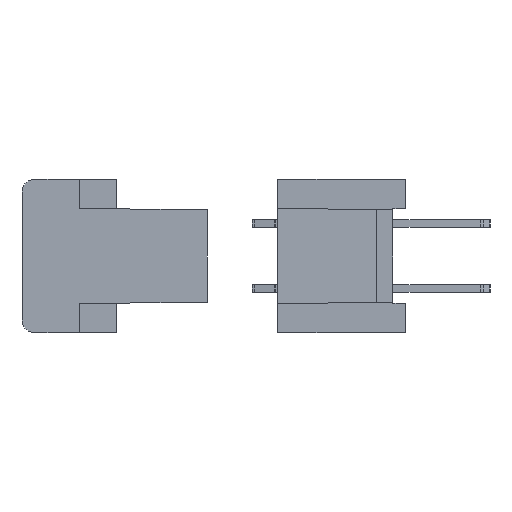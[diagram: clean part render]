
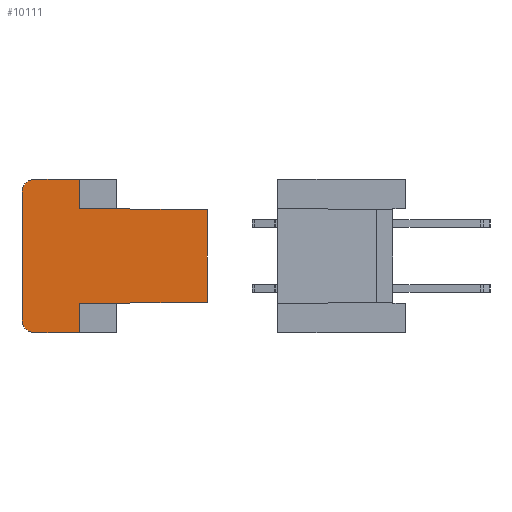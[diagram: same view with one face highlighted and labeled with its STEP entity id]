
A CAD part, left-side view. The second image highlights one B-rep face of the part: STEP entity #10111.
In plain terms, the highlighted planar face has unit normal (-1, 0, 0).
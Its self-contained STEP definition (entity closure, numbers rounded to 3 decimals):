
#7717=EDGE_CURVE('',#8497,#16271,#21824,.T.);
#8141=EDGE_CURVE('',#17423,#9671,#22277,.T.);
#8215=EDGE_CURVE('',#9671,#17039,#22361,.T.);
#8345=EDGE_CURVE('',#20639,#12543,#22507,.T.);
#8497=VERTEX_POINT('',#22671);
#8971=EDGE_CURVE('',#16271,#9249,#23185,.T.);
#9249=VERTEX_POINT('',#23488);
#9671=VERTEX_POINT('',#23951);
#10111=ADVANCED_FACE('',(#24466),#24467,.T.);
#10453=VERTEX_POINT('',#24840);
#11195=VERTEX_POINT('',#25655);
#12543=VERTEX_POINT('',#27118);
#12937=EDGE_CURVE('',#17607,#11195,#27551,.T.);
#13641=VERTEX_POINT('',#28309);
#13715=EDGE_CURVE('',#15167,#20109,#28391,.T.);
#13879=EDGE_CURVE('',#20639,#15167,#28567,.T.);
#14609=EDGE_CURVE('',#11195,#20109,#29396,.T.);
#15167=VERTEX_POINT('',#30011);
#16271=VERTEX_POINT('',#31216);
#16717=EDGE_CURVE('',#8497,#10453,#31705,.T.);
#16977=EDGE_CURVE('',#10453,#12543,#31985,.T.);
#17039=VERTEX_POINT('',#32053);
#17423=VERTEX_POINT('',#32468);
#17607=VERTEX_POINT('',#32665);
#18291=EDGE_CURVE('',#9249,#17039,#33417,.T.);
#19871=EDGE_CURVE('',#13641,#17607,#35120,.T.);
#20109=VERTEX_POINT('',#35385);
#20639=VERTEX_POINT('',#35969);
#20673=EDGE_CURVE('',#13641,#17423,#36006,.T.);
#21824=LINE('',#37487,#37488);
#22277=LINE('',#38145,#38146);
#22361=CIRCLE('',#38261,0.5);
#22507=LINE('',#38453,#38454);
#22671=CARTESIAN_POINT('',(-24.29,11.3,1.85));
#23185=LINE('',#39388,#39389);
#23488=CARTESIAN_POINT('',(-24.29,12.75,3.0));
#23951=CARTESIAN_POINT('',(-24.29,15.0,2.5));
#24466=FACE_OUTER_BOUND('',#41145,.T.);
#24467=PLANE('',#41146);
#24840=CARTESIAN_POINT('',(-24.29,11.3,1.842));
#25655=CARTESIAN_POINT('',(-24.29,12.75,-1.85));
#27118=CARTESIAN_POINT('',(-24.29,7.75,1.811));
#27551=LINE('',#45446,#45447);
#28309=CARTESIAN_POINT('',(-24.29,14.5,-3.));
#28391=LINE('',#46633,#46634);
#28567=LINE('',#46886,#46887);
#29396=LINE('',#48047,#48048);
#30011=CARTESIAN_POINT('',(-24.29,11.3,-1.842));
#31216=CARTESIAN_POINT('',(-24.29,12.75,1.85));
#31705=LINE('',#51299,#51300);
#31985=LINE('',#51695,#51696);
#32053=CARTESIAN_POINT('',(-24.29,14.5,3.));
#32468=CARTESIAN_POINT('',(-24.29,15.,-2.5));
#32665=CARTESIAN_POINT('',(-24.29,12.75,-3.0));
#33417=LINE('',#53705,#53706);
#35120=LINE('',#56141,#56142);
#35385=CARTESIAN_POINT('',(-24.29,11.3,-1.85));
#35969=CARTESIAN_POINT('',(-24.29,7.75,-1.811));
#36006=CIRCLE('',#57355,0.5);
#37487=CARTESIAN_POINT('',(-24.29,8.987,1.85));
#37488=VECTOR('',#58651,1.0);
#38145=CARTESIAN_POINT('',(-24.29,15.0,-3.0));
#38146=VECTOR('',#59205,1.0);
#38261=AXIS2_PLACEMENT_3D('',#59330,#59331,#59332);
#38453=CARTESIAN_POINT('',(-24.29,7.75,-3.0));
#38454=VECTOR('',#59496,1.0);
#39388=CARTESIAN_POINT('',(-24.29,12.75,0.175));
#39389=VECTOR('',#60177,1.0);
#41145=EDGE_LOOP('',(#61705,#61706,#61707,#61708,#61709,#61710,#61711,#61712,#61713,#61714,#61715,#61716,#61717,#61718));
#41146=AXIS2_PLACEMENT_3D('',#61719,#61720,#61721);
#45446=CARTESIAN_POINT('',(-24.29,12.75,-3.175));
#45447=VECTOR('',#65210,1.0);
#46633=CARTESIAN_POINT('',(-24.29,11.3,-3.));
#46634=VECTOR('',#66052,1.0);
#46886=CARTESIAN_POINT('',(-24.29,9.53,-1.827));
#46887=VECTOR('',#66208,1.0);
#48047=CARTESIAN_POINT('',(-24.29,8.987,-1.85));
#48048=VECTOR('',#67240,1.0);
#51299=CARTESIAN_POINT('',(-24.29,11.3,-0.579));
#51300=VECTOR('',#69894,1.0);
#51695=CARTESIAN_POINT('',(-24.29,7.729,1.811));
#51696=VECTOR('',#70177,1.0);
#53705=CARTESIAN_POINT('',(-24.29,15.0,3.0));
#53706=VECTOR('',#71705,1.0);
#56141=CARTESIAN_POINT('',(-24.29,15.0,-3.0));
#56142=VECTOR('',#73405,1.0);
#57355=AXIS2_PLACEMENT_3D('',#74468,#74469,#74470);
#58651=DIRECTION('',(0.0,1.0,0.0));
#59205=DIRECTION('',(0.0,0.0,1.0));
#59330=CARTESIAN_POINT('',(-24.29,14.5,2.5));
#59331=DIRECTION('',(1.0,0.0,0.0));
#59332=DIRECTION('',(0.0,0.0,-1.0));
#59496=DIRECTION('',(0.0,0.0,1.0));
#60177=DIRECTION('',(0.0,0.0,1.0));
#61705=ORIENTED_EDGE('',*,*,#14609,.T.);
#61706=ORIENTED_EDGE('',*,*,#13715,.F.);
#61707=ORIENTED_EDGE('',*,*,#13879,.F.);
#61708=ORIENTED_EDGE('',*,*,#8345,.T.);
#61709=ORIENTED_EDGE('',*,*,#16977,.F.);
#61710=ORIENTED_EDGE('',*,*,#16717,.F.);
#61711=ORIENTED_EDGE('',*,*,#7717,.T.);
#61712=ORIENTED_EDGE('',*,*,#8971,.T.);
#61713=ORIENTED_EDGE('',*,*,#18291,.T.);
#61714=ORIENTED_EDGE('',*,*,#8215,.F.);
#61715=ORIENTED_EDGE('',*,*,#8141,.F.);
#61716=ORIENTED_EDGE('',*,*,#20673,.F.);
#61717=ORIENTED_EDGE('',*,*,#19871,.T.);
#61718=ORIENTED_EDGE('',*,*,#12937,.T.);
#61719=CARTESIAN_POINT('',(-24.29,7.75,-3.0));
#61720=DIRECTION('',(-1.0,0.0,0.0));
#61721=DIRECTION('',(0.0,-1.0,0.0));
#65210=DIRECTION('',(0.0,0.0,1.0));
#66052=DIRECTION('',(-0.0,-0.0,-1.0));
#66208=DIRECTION('',(0.0,1.,-0.009));
#67240=DIRECTION('',(0.0,-1.0,0.0));
#69894=DIRECTION('',(-0.0,-0.0,-1.0));
#70177=DIRECTION('',(-0.0,-1.,-0.009));
#71705=DIRECTION('',(0.0,1.0,0.0));
#73405=DIRECTION('',(0.0,-1.0,0.0));
#74468=CARTESIAN_POINT('',(-24.29,14.5,-2.5));
#74469=DIRECTION('',(1.0,0.0,0.0));
#74470=DIRECTION('',(0.0,0.0,-1.0));
